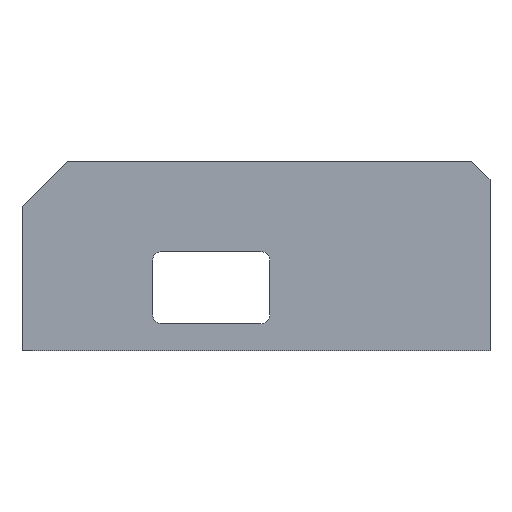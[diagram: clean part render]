
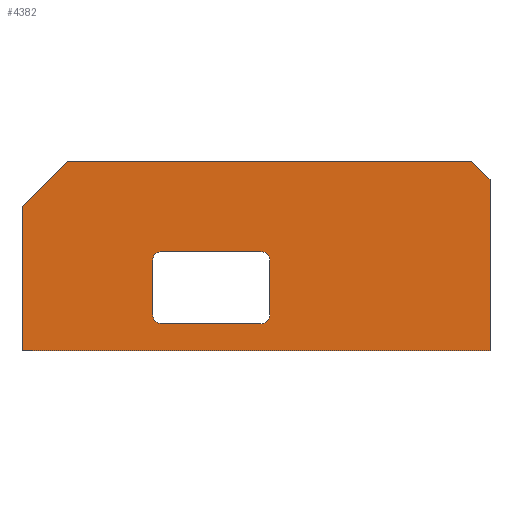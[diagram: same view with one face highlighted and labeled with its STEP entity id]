
A CAD part, left-side view. The second image highlights one B-rep face of the part: STEP entity #4382.
In plain terms, the highlighted planar face has unit normal (-1, 0, 0).
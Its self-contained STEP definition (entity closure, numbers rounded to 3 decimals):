
#125=FACE_BOUND('',#919,.T.);
#449=PLANE('',#4547);
#678=FACE_OUTER_BOUND('',#918,.T.);
#918=EDGE_LOOP('',(#4112,#4113,#4114,#4115,#4116,#4117));
#919=EDGE_LOOP('',(#4118,#4119,#4120,#4121,#4122,#4123,#4124,#4125));
#943=LINE('',#5391,#1361);
#1312=LINE('',#7429,#1730);
#1325=LINE('',#7469,#1743);
#1329=LINE('',#7478,#1747);
#1332=LINE('',#7486,#1750);
#1334=LINE('',#7493,#1752);
#1336=LINE('',#7499,#1754);
#1338=LINE('',#7503,#1756);
#1339=LINE('',#7504,#1757);
#1340=LINE('',#7505,#1758);
#1361=VECTOR('',#4611,10.);
#1730=VECTOR('',#5182,10.);
#1743=VECTOR('',#5221,10.);
#1747=VECTOR('',#5231,10.);
#1750=VECTOR('',#5240,10.);
#1752=VECTOR('',#5248,10.);
#1754=VECTOR('',#5256,10.);
#1756=VECTOR('',#5260,10.);
#1757=VECTOR('',#5261,10.);
#1758=VECTOR('',#5262,10.);
#1779=CIRCLE('',#4536,1.);
#1780=CIRCLE('',#4539,1.);
#1781=CIRCLE('',#4542,1.);
#1782=CIRCLE('',#4545,1.);
#1808=VERTEX_POINT('',#5388);
#1809=VERTEX_POINT('',#5390);
#2188=VERTEX_POINT('',#7426);
#2189=VERTEX_POINT('',#7428);
#2202=VERTEX_POINT('',#7466);
#2203=VERTEX_POINT('',#7468);
#2204=VERTEX_POINT('',#7472);
#2205=VERTEX_POINT('',#7476);
#2206=VERTEX_POINT('',#7480);
#2207=VERTEX_POINT('',#7484);
#2208=VERTEX_POINT('',#7488);
#2209=VERTEX_POINT('',#7492);
#2210=VERTEX_POINT('',#7498);
#2211=VERTEX_POINT('',#7502);
#2247=EDGE_CURVE('',#1808,#1809,#943,.T.);
#2816=EDGE_CURVE('',#2188,#2189,#1312,.T.);
#2835=EDGE_CURVE('',#2203,#2202,#1325,.T.);
#2838=EDGE_CURVE('',#2202,#2204,#1779,.T.);
#2840=EDGE_CURVE('',#2204,#2205,#1329,.T.);
#2842=EDGE_CURVE('',#2205,#2206,#1780,.T.);
#2844=EDGE_CURVE('',#2206,#2207,#1332,.T.);
#2845=EDGE_CURVE('',#2208,#2203,#1781,.T.);
#2847=EDGE_CURVE('',#2209,#2208,#1334,.T.);
#2849=EDGE_CURVE('',#2207,#2209,#1782,.T.);
#2850=EDGE_CURVE('',#2189,#2210,#1336,.T.);
#2852=EDGE_CURVE('',#2211,#2188,#1338,.T.);
#2853=EDGE_CURVE('',#1809,#2211,#1339,.T.);
#2854=EDGE_CURVE('',#1808,#2210,#1340,.T.);
#4112=ORIENTED_EDGE('',*,*,#2850,.F.);
#4113=ORIENTED_EDGE('',*,*,#2816,.F.);
#4114=ORIENTED_EDGE('',*,*,#2852,.F.);
#4115=ORIENTED_EDGE('',*,*,#2853,.F.);
#4116=ORIENTED_EDGE('',*,*,#2247,.F.);
#4117=ORIENTED_EDGE('',*,*,#2854,.T.);
#4118=ORIENTED_EDGE('',*,*,#2844,.T.);
#4119=ORIENTED_EDGE('',*,*,#2849,.T.);
#4120=ORIENTED_EDGE('',*,*,#2847,.T.);
#4121=ORIENTED_EDGE('',*,*,#2845,.T.);
#4122=ORIENTED_EDGE('',*,*,#2835,.T.);
#4123=ORIENTED_EDGE('',*,*,#2838,.T.);
#4124=ORIENTED_EDGE('',*,*,#2840,.T.);
#4125=ORIENTED_EDGE('',*,*,#2842,.T.);
#4382=ADVANCED_FACE('',(#678,#125),#449,.T.);
#4536=AXIS2_PLACEMENT_3D('',#7474,#5226,#5227);
#4539=AXIS2_PLACEMENT_3D('',#7482,#5235,#5236);
#4542=AXIS2_PLACEMENT_3D('',#7489,#5243,#5244);
#4545=AXIS2_PLACEMENT_3D('',#7496,#5252,#5253);
#4547=AXIS2_PLACEMENT_3D('',#7501,#5258,#5259);
#4611=DIRECTION('',(0.,1.,0.));
#5182=DIRECTION('',(0.,-1.,0.));
#5221=DIRECTION('',(0.,-1.,0.));
#5226=DIRECTION('center_axis',(1.,0.,0.));
#5227=DIRECTION('ref_axis',(0.,-1.,0.));
#5231=DIRECTION('',(0.,0.,-1.));
#5235=DIRECTION('center_axis',(1.,0.,0.));
#5236=DIRECTION('ref_axis',(0.,0.,-1.));
#5240=DIRECTION('',(0.,1.,0.));
#5243=DIRECTION('center_axis',(1.,0.,0.));
#5244=DIRECTION('ref_axis',(0.,0.,1.));
#5248=DIRECTION('',(0.,0.,1.));
#5252=DIRECTION('center_axis',(1.,0.,0.));
#5253=DIRECTION('ref_axis',(0.,1.,0.));
#5256=DIRECTION('',(0.,-0.707,-0.707));
#5258=DIRECTION('center_axis',(-1.,0.,0.));
#5259=DIRECTION('ref_axis',(0.,-1.,0.));
#5260=DIRECTION('',(0.,-0.707,0.707));
#5261=DIRECTION('',(0.,0.,1.));
#5262=DIRECTION('',(0.,0.,1.));
#5388=CARTESIAN_POINT('',(-16.042,-9.915,0.));
#5390=CARTESIAN_POINT('',(-16.042,42.,0.));
#5391=CARTESIAN_POINT('',(-16.042,-9.915,0.));
#7426=CARTESIAN_POINT('',(-16.042,37.,21.));
#7428=CARTESIAN_POINT('',(-16.042,-7.915,21.));
#7429=CARTESIAN_POINT('',(-16.042,-9.915,21.));
#7466=CARTESIAN_POINT('',(-16.042,15.5,11.));
#7468=CARTESIAN_POINT('',(-16.042,26.5,11.));
#7469=CARTESIAN_POINT('',(-16.042,34.25,11.));
#7472=CARTESIAN_POINT('',(-16.042,14.5,10.));
#7474=CARTESIAN_POINT('Origin',(-16.042,15.5,10.));
#7476=CARTESIAN_POINT('',(-16.042,14.5,4.));
#7478=CARTESIAN_POINT('',(-16.042,14.5,5.));
#7480=CARTESIAN_POINT('',(-16.042,15.5,3.));
#7482=CARTESIAN_POINT('Origin',(-16.042,15.5,4.));
#7484=CARTESIAN_POINT('',(-16.042,26.5,3.));
#7486=CARTESIAN_POINT('',(-16.042,28.75,3.));
#7488=CARTESIAN_POINT('',(-16.042,27.5,10.));
#7489=CARTESIAN_POINT('Origin',(-16.042,26.5,10.));
#7492=CARTESIAN_POINT('',(-16.042,27.5,4.));
#7493=CARTESIAN_POINT('',(-16.042,27.5,2.));
#7496=CARTESIAN_POINT('Origin',(-16.042,26.5,4.));
#7498=CARTESIAN_POINT('',(-16.042,-9.915,19.));
#7499=CARTESIAN_POINT('',(-16.042,-1.186,27.729));
#7501=CARTESIAN_POINT('Origin',(-16.042,42.,0.));
#7502=CARTESIAN_POINT('',(-16.042,42.,16.));
#7503=CARTESIAN_POINT('',(-16.042,44.75,13.25));
#7504=CARTESIAN_POINT('',(-16.042,42.,0.));
#7505=CARTESIAN_POINT('',(-16.042,-9.915,0.));
